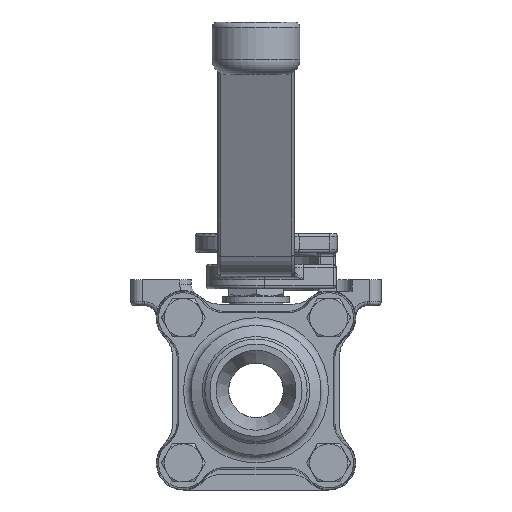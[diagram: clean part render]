
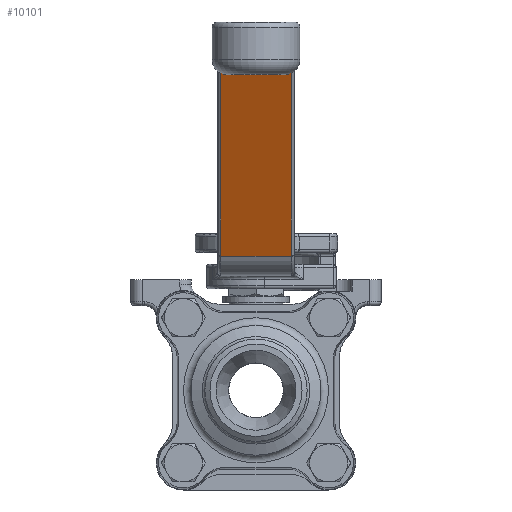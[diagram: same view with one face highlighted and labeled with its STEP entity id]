
A CAD part, front view. The second image highlights one B-rep face of the part: STEP entity #10101.
In plain terms, the highlighted face is planar.
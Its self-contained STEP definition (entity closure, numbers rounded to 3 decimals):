
#922=LINE('',#17750,#1600);
#927=LINE('',#17862,#1605);
#928=LINE('',#17866,#1606);
#929=LINE('',#17867,#1607);
#1600=VECTOR('',#13619,53.376);
#1605=VECTOR('',#13650,18.4);
#1606=VECTOR('',#13655,18.4);
#1607=VECTOR('',#13656,53.376);
#1970=PLANE('',#11131);
#2519=FACE_OUTER_BOUND('',#3227,.T.);
#3227=EDGE_LOOP('',(#8439,#8440,#8441,#8442));
#4810=VERTEX_POINT('',#17744);
#4811=VERTEX_POINT('',#17748);
#4821=VERTEX_POINT('',#17861);
#4822=VERTEX_POINT('',#17865);
#6058=EDGE_CURVE('',#4810,#4811,#922,.T.);
#6073=EDGE_CURVE('',#4811,#4821,#927,.T.);
#6075=EDGE_CURVE('',#4822,#4810,#928,.T.);
#6076=EDGE_CURVE('',#4821,#4822,#929,.T.);
#8439=ORIENTED_EDGE('',*,*,#6058,.F.);
#8440=ORIENTED_EDGE('',*,*,#6075,.F.);
#8441=ORIENTED_EDGE('',*,*,#6076,.F.);
#8442=ORIENTED_EDGE('',*,*,#6073,.F.);
#10101=ADVANCED_FACE('',(#2519),#1970,.T.);
#11131=AXIS2_PLACEMENT_3D('',#17864,#13653,#13654);
#13619=DIRECTION('',(-0.423,0.,-0.906));
#13650=DIRECTION('',(0.,-1.,0.));
#13653=DIRECTION('center_axis',(0.906,0.,-0.423));
#13654=DIRECTION('ref_axis',(-0.423,0.,-0.906));
#13655=DIRECTION('',(0.,1.,0.));
#13656=DIRECTION('',(0.423,0.,0.906));
#17744=CARTESIAN_POINT('',(52.361,9.2,55.571));
#17748=CARTESIAN_POINT('',(29.803,9.2,7.196));
#17750=CARTESIAN_POINT('',(58.287,9.2,68.279));
#17861=CARTESIAN_POINT('',(29.803,-9.2,7.196));
#17862=CARTESIAN_POINT('',(29.803,-5.,7.196));
#17864=CARTESIAN_POINT('Origin',(56.265,-10.,63.943));
#17865=CARTESIAN_POINT('',(52.361,-9.2,55.571));
#17866=CARTESIAN_POINT('',(52.361,-10.,55.571));
#17867=CARTESIAN_POINT('',(59.244,-9.2,70.333));
